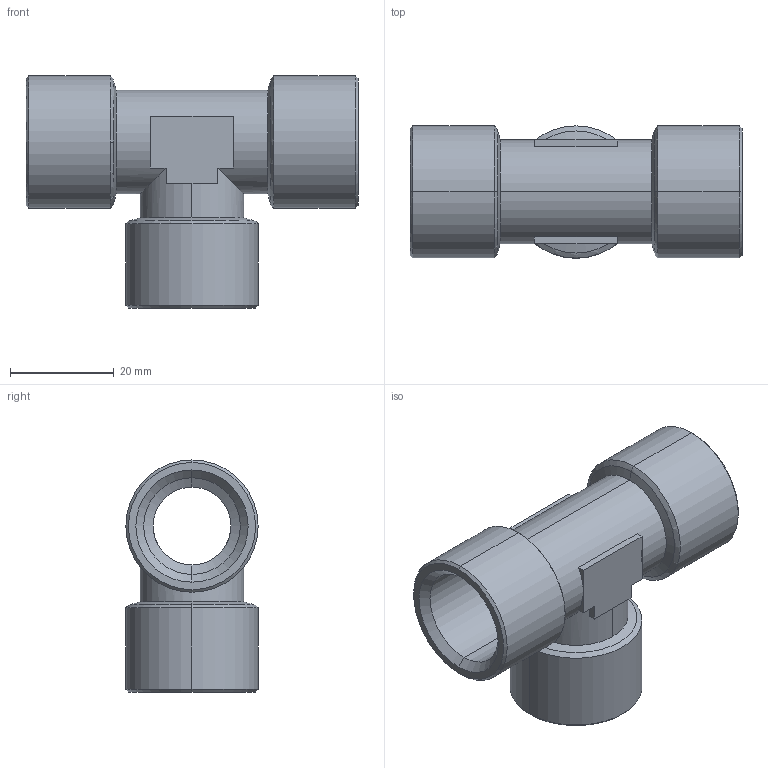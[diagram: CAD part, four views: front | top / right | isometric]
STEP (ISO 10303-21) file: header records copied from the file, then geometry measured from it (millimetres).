
FILE_DESCRIPTION (( 'STEP AP214' ), '1' );
FILE_NAME ('DRF.3F04.STEP', '2018-09-03T09:08:16', ( '' ), ( '' ), 'SwSTEP 2.0', 'SolidWorks 2018', '' );
FILE_SCHEMA (( 'AUTOMOTIVE_DESIGN' ));
Length unit declared in the file: millimetre
Products named in the file (1): DRF.3F04
Bounding box: 64 x 25.5 x 44.75 mm (x, y, z)
Volume: 17089.1 mm3; surface area: 11873.3 mm2
Topology: 1 solids, 1 shells, 78 faces, 179 edges, 102 vertices
Faces by surface type: plane 27, cone 24, cylinder 20, bspline 7
Entity records: 2441 total; most frequent: CARTESIAN_POINT 651, DIRECTION 388, ORIENTED_EDGE 358, EDGE_CURVE 179, AXIS2_PLACEMENT_3D 147, VERTEX_POINT 102, LINE 94, VECTOR 94
